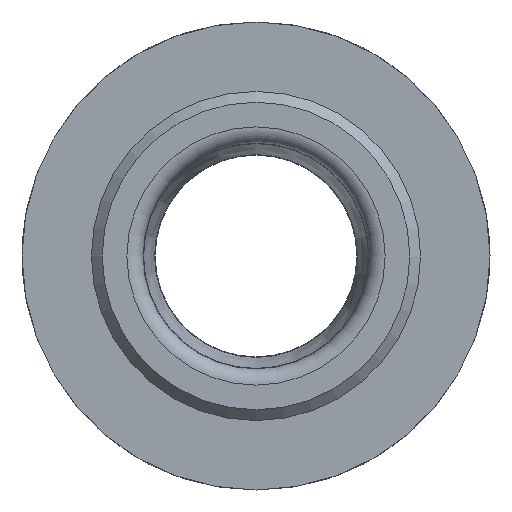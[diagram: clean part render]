
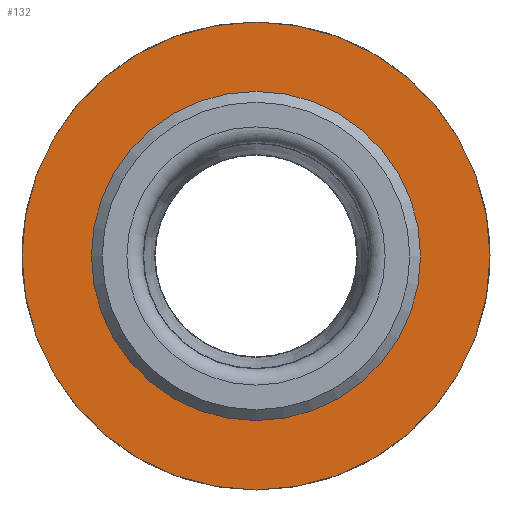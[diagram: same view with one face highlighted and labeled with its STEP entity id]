
A CAD part, left-side view. The second image highlights one B-rep face of the part: STEP entity #132.
In plain terms, the highlighted planar face has unit normal (-1, 0, 0).
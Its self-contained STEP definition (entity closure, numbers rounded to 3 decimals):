
#132 = ADVANCED_FACE( '', ( #276, #277 ), #278, .F. );
#276 = FACE_OUTER_BOUND( '', #431, .T. );
#277 = FACE_BOUND( '', #432, .T. );
#278 = PLANE( '', #433 );
#431 = EDGE_LOOP( '', ( #852 ) );
#432 = EDGE_LOOP( '', ( #853 ) );
#433 = AXIS2_PLACEMENT_3D( '', #854, #855, #856 );
#852 = ORIENTED_EDGE( '', *, *, #977, .F. );
#853 = ORIENTED_EDGE( '', *, *, #999, .T. );
#854 = CARTESIAN_POINT( '', ( 12., 9.95, 0. ) );
#855 = DIRECTION( '', ( 1., 0., 0. ) );
#856 = DIRECTION( '', ( 0., 0., -1. ) );
#977 = EDGE_CURVE( '', #1173, #1173, #1174, .T. );
#999 = EDGE_CURVE( '', #1204, #1204, #1205, .T. );
#1173 = VERTEX_POINT( '', #1530 );
#1174 = CIRCLE( '', #1531, 14.5 );
#1204 = VERTEX_POINT( '', #1610 );
#1205 = CIRCLE( '', #1611, 9.95 );
#1530 = CARTESIAN_POINT( '', ( 12., 0., -14.5 ) );
#1531 = AXIS2_PLACEMENT_3D( '', #1791, #1792, #1793 );
#1610 = CARTESIAN_POINT( '', ( 12., 0., -9.95 ) );
#1611 = AXIS2_PLACEMENT_3D( '', #1815, #1816, #1817 );
#1791 = CARTESIAN_POINT( '', ( 12., 0., 0. ) );
#1792 = DIRECTION( '', ( 1., 0., 0. ) );
#1793 = DIRECTION( '', ( 0., 0., -1. ) );
#1815 = CARTESIAN_POINT( '', ( 12., 0., 0. ) );
#1816 = DIRECTION( '', ( 1., 0., 0. ) );
#1817 = DIRECTION( '', ( 0., 0., -1. ) );
